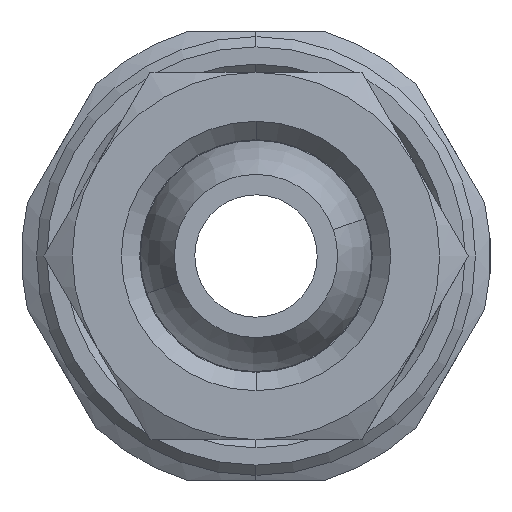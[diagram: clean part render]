
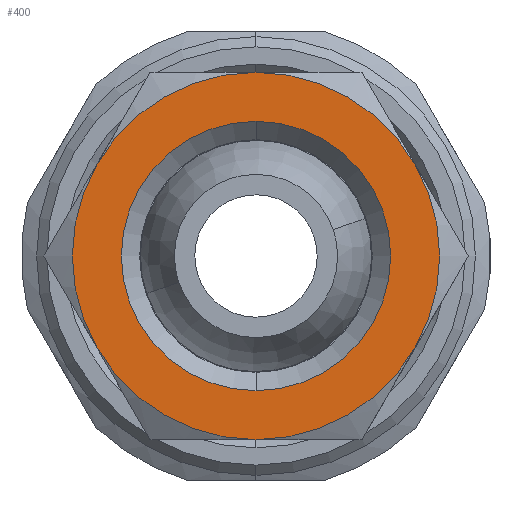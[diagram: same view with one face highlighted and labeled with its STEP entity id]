
A CAD part, left-side view. The second image highlights one B-rep face of the part: STEP entity #400.
In plain terms, the highlighted planar face has unit normal (-1, 0, 0).
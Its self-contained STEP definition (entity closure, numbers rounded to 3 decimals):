
#159 = CARTESIAN_POINT ( 'NONE',  ( -16.1, 0., 0. ) ) ;
#160 = DIRECTION ( 'NONE',  ( 1., 0., 0. ) ) ;
#161 = DIRECTION ( 'NONE',  ( 0., 0., -1. ) ) ;
#202 = CARTESIAN_POINT ( 'NONE',  ( -16.1, 0., 0. ) ) ;
#203 = DIRECTION ( 'NONE',  ( 1., 0., 0. ) ) ;
#204 = DIRECTION ( 'NONE',  ( 0., 0., -1. ) ) ;
#225 = CARTESIAN_POINT ( 'NONE',  ( -16.1, 0., 0. ) ) ;
#226 = DIRECTION ( 'NONE',  ( 1., 0., 0. ) ) ;
#227 = DIRECTION ( 'NONE',  ( 0., 0., -1. ) ) ;
#234 = CARTESIAN_POINT ( 'NONE',  ( -16.1, 0., 0. ) ) ;
#235 = DIRECTION ( 'NONE',  ( 1., 0., 0. ) ) ;
#236 = DIRECTION ( 'NONE',  ( 0., 0., -1. ) ) ;
#243 = CARTESIAN_POINT ( 'NONE',  ( -16.1, 0., 0. ) ) ;
#244 = DIRECTION ( 'NONE',  ( 1., 0., 0. ) ) ;
#245 = DIRECTION ( 'NONE',  ( 0., 0., -1. ) ) ;
#246 = CARTESIAN_POINT ( 'NONE',  ( -16.1, 0., 0. ) ) ;
#247 = DIRECTION ( 'NONE',  ( 1., 0., 0. ) ) ;
#248 = DIRECTION ( 'NONE',  ( 0., 0., -1. ) ) ;
#249 = CARTESIAN_POINT ( 'NONE',  ( -16.1, 0., 0. ) ) ;
#250 = DIRECTION ( 'NONE',  ( 1., 0., 0. ) ) ;
#251 = DIRECTION ( 'NONE',  ( 0., 0., -1. ) ) ;
#252 = CARTESIAN_POINT ( 'NONE',  ( -16.1, 0., 0. ) ) ;
#253 = DIRECTION ( 'NONE',  ( 1., 0., 0. ) ) ;
#254 = DIRECTION ( 'NONE',  ( 0., 0., -1. ) ) ;
#400 = ADVANCED_FACE ( 'NONE', ( #1854, #1855 ), #1198, .F. ) ;
#419 = AXIS2_PLACEMENT_3D ( 'NONE', #246, #247, #248 ) ;
#420 = AXIS2_PLACEMENT_3D ( 'NONE', #249, #250, #251 ) ;
#421 = AXIS2_PLACEMENT_3D ( 'NONE', #252, #253, #254 ) ;
#903 = ORIENTED_EDGE ( 'NONE', *, *, #1622, .T. ) ;
#904 = ORIENTED_EDGE ( 'NONE', *, *, #1605, .T. ) ;
#905 = ORIENTED_EDGE ( 'NONE', *, *, #1611, .F. ) ;
#906 = ORIENTED_EDGE ( 'NONE', *, *, #1615, .F. ) ;
#907 = ORIENTED_EDGE ( 'NONE', *, *, #1621, .F. ) ;
#908 = ORIENTED_EDGE ( 'NONE', *, *, #1620, .F. ) ;
#909 = ORIENTED_EDGE ( 'NONE', *, *, #1619, .F. ) ;
#910 = ORIENTED_EDGE ( 'NONE', *, *, #1617, .F. ) ;
#986 = EDGE_LOOP ( 'NONE', ( #910, #909, #908, #907, #906, #905 ) ) ;
#989 = EDGE_LOOP ( 'NONE', ( #904, #903 ) ) ;
#1097 = CARTESIAN_POINT ( 'NONE',  ( -16.1, 0., -6.6 ) ) ;
#1099 = CARTESIAN_POINT ( 'NONE',  ( -16.1, 7.794, -4.5 ) ) ;
#1100 = CARTESIAN_POINT ( 'NONE',  ( -16.1, 0., 6.6 ) ) ;
#1101 = CARTESIAN_POINT ( 'NONE',  ( -16.1, 7.794, 4.5 ) ) ;
#1102 = CARTESIAN_POINT ( 'NONE',  ( -16.1, 0., 9. ) ) ;
#1106 = CARTESIAN_POINT ( 'NONE',  ( -16.1, 0., -9. ) ) ;
#1107 = CARTESIAN_POINT ( 'NONE',  ( -16.1, -7.794, 4.5 ) ) ;
#1108 = CARTESIAN_POINT ( 'NONE',  ( -16.1, -7.794, -4.5 ) ) ;
#1196 = DIRECTION ( 'NONE',  ( 0., 0., -1. ) ) ;
#1197 = DIRECTION ( 'NONE',  ( 1., 0., 0. ) ) ;
#1198 = PLANE ( 'NONE',  #2350 ) ;
#1199 = CARTESIAN_POINT ( 'NONE',  ( -16.1, 9., 0. ) ) ;
#1324 = VERTEX_POINT ( 'NONE', #1108 ) ;
#1325 = VERTEX_POINT ( 'NONE', #1107 ) ;
#1326 = VERTEX_POINT ( 'NONE', #1106 ) ;
#1329 = VERTEX_POINT ( 'NONE', #1102 ) ;
#1331 = VERTEX_POINT ( 'NONE', #1101 ) ;
#1332 = VERTEX_POINT ( 'NONE', #1100 ) ;
#1333 = VERTEX_POINT ( 'NONE', #1099 ) ;
#1335 = VERTEX_POINT ( 'NONE', #1097 ) ;
#1605 = EDGE_CURVE ( 'NONE', #1332, #1335, #1965, .T. ) ;
#1611 = EDGE_CURVE ( 'NONE', #1333, #1331, #1969, .T. ) ;
#1615 = EDGE_CURVE ( 'NONE', #1331, #1329, #1970, .T. ) ;
#1617 = EDGE_CURVE ( 'NONE', #1326, #1333, #1971, .T. ) ;
#1619 = EDGE_CURVE ( 'NONE', #1324, #1326, #1972, .T. ) ;
#1620 = EDGE_CURVE ( 'NONE', #1325, #1324, #1973, .T. ) ;
#1621 = EDGE_CURVE ( 'NONE', #1329, #1325, #1974, .T. ) ;
#1622 = EDGE_CURVE ( 'NONE', #1335, #1332, #1975, .T. ) ;
#1854 = FACE_OUTER_BOUND ( 'NONE', #986, .T. ) ;
#1855 = FACE_BOUND ( 'NONE', #989, .T. ) ;
#1965 = CIRCLE ( 'NONE', #2394, 6.6 ) ;
#1969 = CIRCLE ( 'NONE', #2397, 9. ) ;
#1970 = CIRCLE ( 'NONE', #2398, 9. ) ;
#1971 = CIRCLE ( 'NONE', #2399, 9. ) ;
#1972 = CIRCLE ( 'NONE', #2400, 9. ) ;
#1973 = CIRCLE ( 'NONE', #419, 9. ) ;
#1974 = CIRCLE ( 'NONE', #420, 9. ) ;
#1975 = CIRCLE ( 'NONE', #421, 6.6 ) ;
#2350 = AXIS2_PLACEMENT_3D ( 'NONE', #1199, #1197, #1196 ) ;
#2394 = AXIS2_PLACEMENT_3D ( 'NONE', #159, #160, #161 ) ;
#2397 = AXIS2_PLACEMENT_3D ( 'NONE', #202, #203, #204 ) ;
#2398 = AXIS2_PLACEMENT_3D ( 'NONE', #225, #226, #227 ) ;
#2399 = AXIS2_PLACEMENT_3D ( 'NONE', #234, #235, #236 ) ;
#2400 = AXIS2_PLACEMENT_3D ( 'NONE', #243, #244, #245 ) ;
